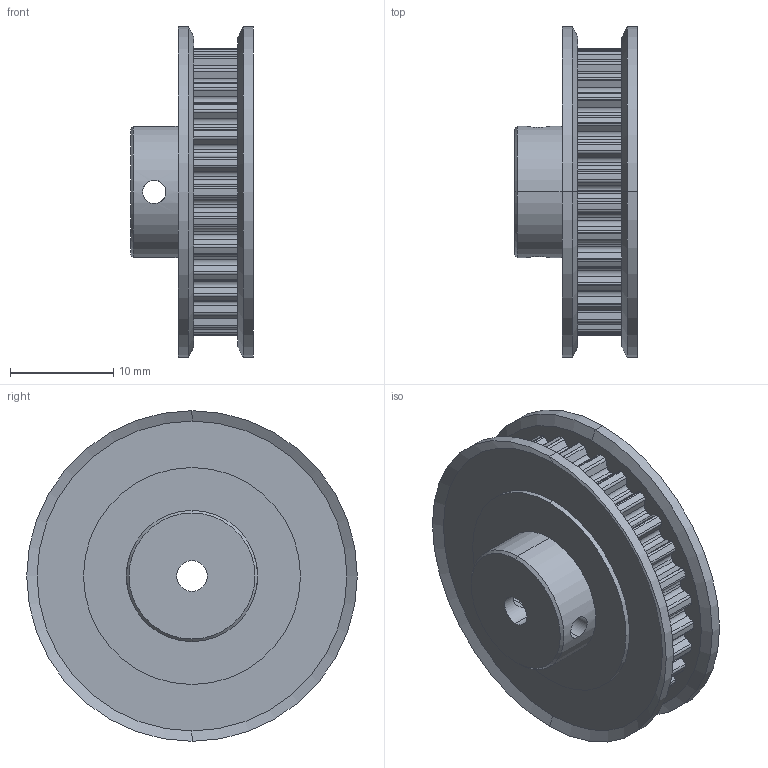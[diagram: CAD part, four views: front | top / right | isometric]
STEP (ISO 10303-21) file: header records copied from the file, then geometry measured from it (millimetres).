
FILE_DESCRIPTION (( 'STEP AP214' ), '1' );
FILE_NAME ('30t pulley.STEP', '2020-05-13T06:14:36', ( 'Kurtis' ), ( '' ), 'SwSTEP 2.0', 'SolidWorks 2015', '' );
FILE_SCHEMA (( 'AUTOMOTIVE_DESIGN' ));
Length unit declared in the file: inch
Products named in the file (1): 30t pulley
Bounding box: 11.9 x 32 x 32 mm (x, y, z)
Volume: 4822 mm3; surface area: 4389.6 mm2
Topology: 3 solids, 3 shells, 304 faces, 875 edges, 580 vertices
Faces by surface type: cylinder 225, plane 69, cone 10
Entity records: 10397 total; most frequent: DIRECTION 1929, CARTESIAN_POINT 1900, ORIENTED_EDGE 1750, EDGE_CURVE 875, AXIS2_PLACEMENT_3D 757, VERTEX_POINT 580, CIRCLE 452, VECTOR 415
